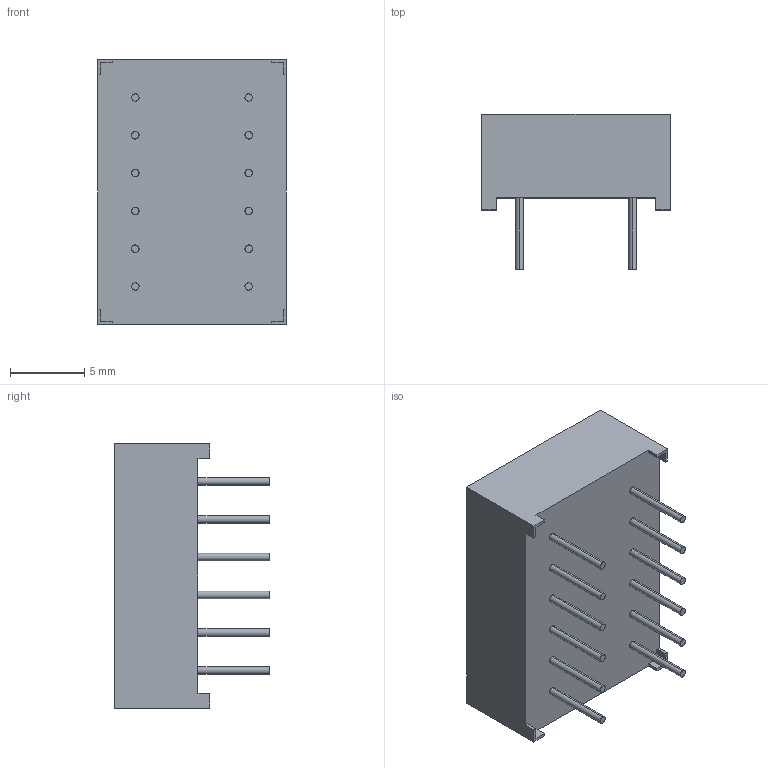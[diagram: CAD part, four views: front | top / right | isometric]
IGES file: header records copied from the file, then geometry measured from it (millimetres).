
Start section: SolidWorks IGES file using analytic representation for surfaces
Global section: file name: TX07.IGS; native system: SolidWorks 2008; preprocessor: SolidWorks 2008; author: evant; date: 080907.101439; units: millimetre
Bounding box: 12.7 x 10.4 x 17.78 mm (x, y, z)
Surface area: 907.3 mm2 (no closed solid volume)
Topology: 0 solids, 0 shells, 450 faces, 5961 edges, 7080 vertices
Faces by surface type: bspline 356, revolution 94
